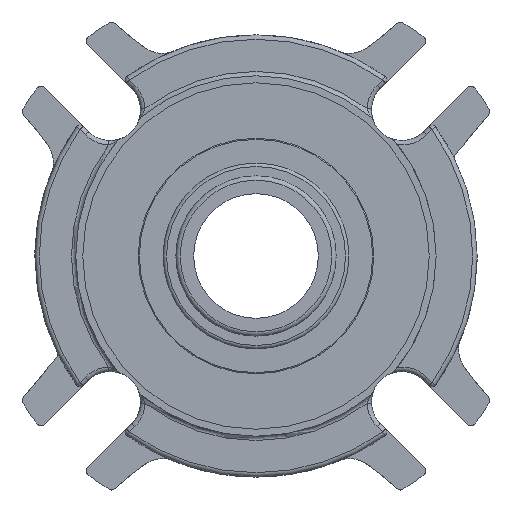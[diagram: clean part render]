
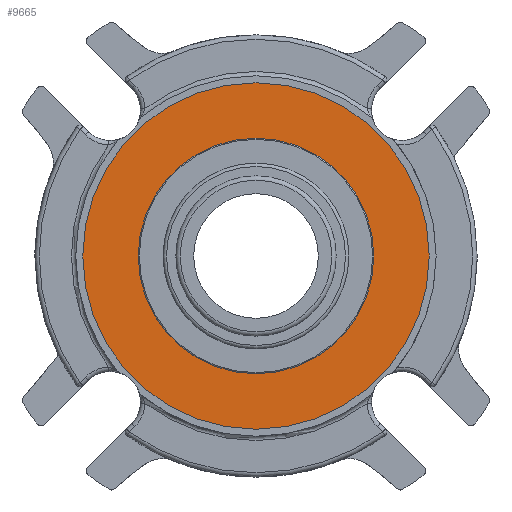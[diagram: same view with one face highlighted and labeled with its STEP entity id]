
A CAD part, front view. The second image highlights one B-rep face of the part: STEP entity #9665.
In plain terms, the highlighted planar face has unit normal (0, -1, 0).
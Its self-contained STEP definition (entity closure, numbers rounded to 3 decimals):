
#1402=PLANE('',#10840);
#4456=ORIENTED_EDGE('',*,*,#5878,.F.);
#4457=ORIENTED_EDGE('',*,*,#5879,.T.);
#5878=EDGE_CURVE('',#6754,#6754,#7359,.F.);
#5879=EDGE_CURVE('',#6755,#6755,#7360,.T.);
#6754=VERTEX_POINT('',#18835);
#6755=VERTEX_POINT('',#18837);
#7359=CIRCLE('',#10841,26.988);
#7360=CIRCLE('',#10842,39.688);
#8069=EDGE_LOOP('',(#4456));
#8070=EDGE_LOOP('',(#4457));
#8802=FACE_BOUND('',#8069,.T.);
#8803=FACE_BOUND('',#8070,.T.);
#9665=ADVANCED_FACE('',(#8802,#8803),#1402,.F.);
#10840=AXIS2_PLACEMENT_3D('',#18833,#13655,#13656);
#10841=AXIS2_PLACEMENT_3D('',#18834,#13657,#13658);
#10842=AXIS2_PLACEMENT_3D('',#18836,#13659,#13660);
#13655=DIRECTION('',(0.,1.,0.));
#13656=DIRECTION('',(0.,0.,-1.));
#13657=DIRECTION('',(0.,1.,0.));
#13658=DIRECTION('',(0.,0.,1.));
#13659=DIRECTION('',(0.,-1.,0.));
#13660=DIRECTION('',(0.,0.,1.));
#18833=CARTESIAN_POINT('',(0.,2.642,39.688));
#18834=CARTESIAN_POINT('',(0.,2.642,0.));
#18835=CARTESIAN_POINT('',(0.,2.642,26.988));
#18836=CARTESIAN_POINT('',(0.,2.642,0.));
#18837=CARTESIAN_POINT('',(0.,2.642,39.688));
